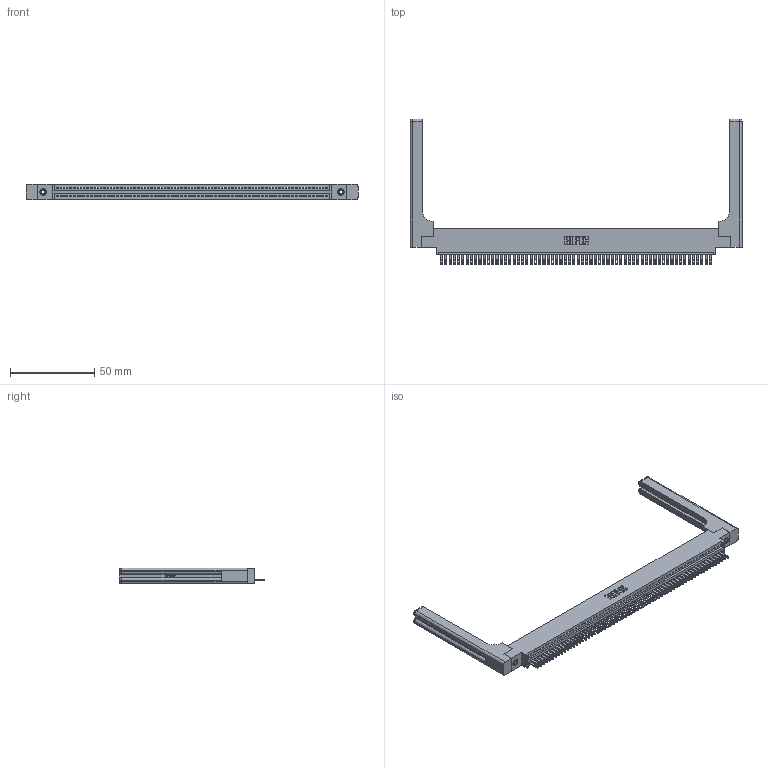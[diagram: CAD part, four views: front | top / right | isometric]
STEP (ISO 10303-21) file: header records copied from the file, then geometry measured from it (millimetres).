
FILE_DESCRIPTION (( 'STEP AP203' ), '1' );
FILE_NAME ('345-064-500-658.STEP', '2019-10-11T13:22:13', ( '' ), ( '' ), 'SwSTEP 2.0', 'SolidWorks 2016', '' );
FILE_SCHEMA (( 'CONFIG_CONTROL_DESIGN' ));
Length unit declared in the file: inch
Products named in the file (5): 345-220-058_345-220-058; 345 Part_0.170 Offset - 0.156 Dia-TH; 345-250-001_345-250-001-102; 345-064-500-658; 345-292-001_345-293-100
Assembly tree (69 placements, depth 2):
  345-064-500-658
    345 Part_0.170 Offset - 0.156 Dia-TH
    345-292-001_345-293-100  x64
    345-250-001_345-250-001-102  x2
    345-220-058_345-220-058  x2
Bounding box: 197.59 x 86.79 x 9.4 mm (x, y, z)
Volume: 27378.4 mm3; surface area: 30955.9 mm2
Topology: 69 solids, 69 shells, 3842 faces, 11771 edges, 7826 vertices
Faces by surface type: plane 2408, cylinder 1374, bspline 36, cone 12, sphere 8, torus 4
Entity records: 50450 total; most frequent: CARTESIAN_POINT 9709, ORIENTED_EDGE 8504, DIRECTION 7396, EDGE_CURVE 4252, LINE 3768, VECTOR 3768, VERTEX_POINT 2826, AXIS2_PLACEMENT_3D 1814
